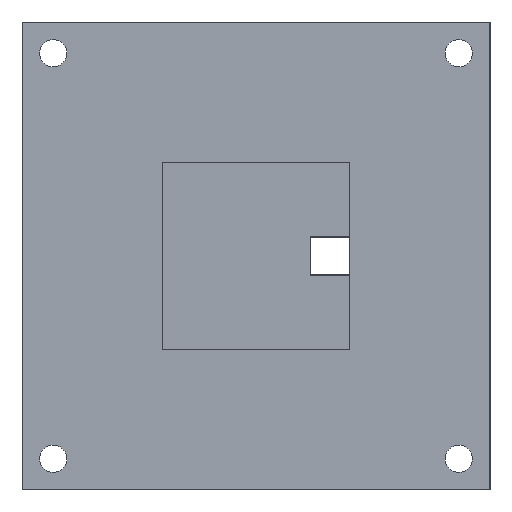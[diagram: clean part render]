
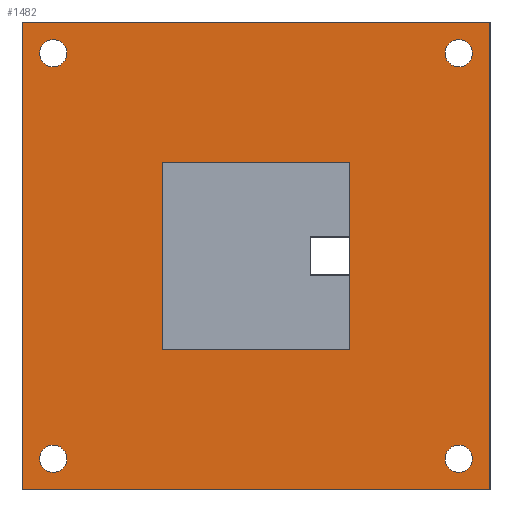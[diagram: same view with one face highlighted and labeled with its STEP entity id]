
A CAD part, left-side view. The second image highlights one B-rep face of the part: STEP entity #1482.
In plain terms, the highlighted planar face has unit normal (-1, 0, 0).
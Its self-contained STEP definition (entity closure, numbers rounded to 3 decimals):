
#1=DIRECTION('',(0.,0.,1.));
#2=VECTOR('',#1,60.);
#3=CARTESIAN_POINT('',(-2.5,30.,-30.));
#4=LINE('',#3,#2);
#5=DIRECTION('',(0.,-1.,0.));
#6=VECTOR('',#5,60.);
#7=CARTESIAN_POINT('',(-2.5,30.,30.));
#8=LINE('',#7,#6);
#9=DIRECTION('',(0.,0.,-1.));
#10=VECTOR('',#9,60.);
#11=CARTESIAN_POINT('',(-2.5,-30.,30.));
#12=LINE('',#11,#10);
#13=DIRECTION('',(0.,1.,0.));
#14=VECTOR('',#13,60.);
#15=CARTESIAN_POINT('',(-2.5,-30.,-30.));
#16=LINE('',#15,#14);
#17=CARTESIAN_POINT('',(-2.5,26.,26.));
#18=DIRECTION('',(1.,0.,0.));
#19=DIRECTION('',(0.,0.,-1.));
#20=AXIS2_PLACEMENT_3D('',#17,#18,#19);
#22=CARTESIAN_POINT('',(-2.5,26.,26.));
#23=DIRECTION('',(1.,0.,0.));
#24=DIRECTION('',(0.,0.,1.));
#25=AXIS2_PLACEMENT_3D('',#22,#23,#24);
#27=CARTESIAN_POINT('',(-2.5,26.,-26.));
#28=DIRECTION('',(-1.,0.,0.));
#29=DIRECTION('',(0.,0.,1.));
#30=AXIS2_PLACEMENT_3D('',#27,#28,#29);
#32=CARTESIAN_POINT('',(-2.5,26.,-26.));
#33=DIRECTION('',(-1.,0.,0.));
#34=DIRECTION('',(0.,0.,-1.));
#35=AXIS2_PLACEMENT_3D('',#32,#33,#34);
#37=CARTESIAN_POINT('',(-2.5,-26.,-26.));
#38=DIRECTION('',(1.,0.,0.));
#39=DIRECTION('',(0.,0.,1.));
#40=AXIS2_PLACEMENT_3D('',#37,#38,#39);
#42=CARTESIAN_POINT('',(-2.5,-26.,-26.));
#43=DIRECTION('',(1.,0.,0.));
#44=DIRECTION('',(0.,0.,-1.));
#45=AXIS2_PLACEMENT_3D('',#42,#43,#44);
#47=CARTESIAN_POINT('',(-2.5,-26.,26.));
#48=DIRECTION('',(-1.,0.,0.));
#49=DIRECTION('',(0.,0.,-1.));
#50=AXIS2_PLACEMENT_3D('',#47,#48,#49);
#52=CARTESIAN_POINT('',(-2.5,-26.,26.));
#53=DIRECTION('',(-1.,0.,0.));
#54=DIRECTION('',(0.,0.,1.));
#55=AXIS2_PLACEMENT_3D('',#52,#53,#54);
#57=DIRECTION('',(0.,-1.,0.));
#58=VECTOR('',#57,24.);
#59=CARTESIAN_POINT('',(-2.5,12.,-12.));
#60=LINE('',#59,#58);
#61=DIRECTION('',(0.,0.,1.));
#62=VECTOR('',#61,24.);
#63=CARTESIAN_POINT('',(-2.5,-12.,-12.));
#64=LINE('',#63,#62);
#65=DIRECTION('',(0.,1.,0.));
#66=VECTOR('',#65,24.);
#67=CARTESIAN_POINT('',(-2.5,-12.,12.));
#68=LINE('',#67,#66);
#69=DIRECTION('',(0.,0.,-1.));
#70=VECTOR('',#69,24.);
#71=CARTESIAN_POINT('',(-2.5,12.,12.));
#72=LINE('',#71,#70);
#1089=CARTESIAN_POINT('',(-2.5,30.,-30.));
#1090=CARTESIAN_POINT('',(-2.5,30.,30.));
#1091=VERTEX_POINT('',#1089);
#1092=VERTEX_POINT('',#1090);
#1093=CARTESIAN_POINT('',(-2.5,-30.,30.));
#1094=VERTEX_POINT('',#1093);
#1095=CARTESIAN_POINT('',(-2.5,-30.,-30.));
#1096=VERTEX_POINT('',#1095);
#1149=CARTESIAN_POINT('',(-2.5,26.,24.25));
#1150=CARTESIAN_POINT('',(-2.5,26.,27.75));
#1151=VERTEX_POINT('',#1149);
#1152=VERTEX_POINT('',#1150);
#1153=CARTESIAN_POINT('',(-2.5,26.,-24.25));
#1154=CARTESIAN_POINT('',(-2.5,26.,-27.75));
#1155=VERTEX_POINT('',#1153);
#1156=VERTEX_POINT('',#1154);
#1157=CARTESIAN_POINT('',(-2.5,-26.,-24.25));
#1158=CARTESIAN_POINT('',(-2.5,-26.,-27.75));
#1159=VERTEX_POINT('',#1157);
#1160=VERTEX_POINT('',#1158);
#1161=CARTESIAN_POINT('',(-2.5,-26.,24.25));
#1162=CARTESIAN_POINT('',(-2.5,-26.,27.75));
#1163=VERTEX_POINT('',#1161);
#1164=VERTEX_POINT('',#1162);
#1381=CARTESIAN_POINT('',(-2.5,12.,-12.));
#1382=CARTESIAN_POINT('',(-2.5,-12.,-12.));
#1383=VERTEX_POINT('',#1381);
#1384=VERTEX_POINT('',#1382);
#1385=CARTESIAN_POINT('',(-2.5,-12.,12.));
#1386=VERTEX_POINT('',#1385);
#1387=CARTESIAN_POINT('',(-2.5,12.,12.));
#1388=VERTEX_POINT('',#1387);
#1433=CARTESIAN_POINT('',(-2.5,0.,0.));
#1434=DIRECTION('',(1.,0.,0.));
#1435=DIRECTION('',(0.,0.,-1.));
#1436=AXIS2_PLACEMENT_3D('',#1433,#1434,#1435);
#1437=PLANE('',#1436);
#1439=ORIENTED_EDGE('',*,*,#1438,.T.);
#1441=ORIENTED_EDGE('',*,*,#1440,.T.);
#1443=ORIENTED_EDGE('',*,*,#1442,.T.);
#1445=ORIENTED_EDGE('',*,*,#1444,.T.);
#1446=EDGE_LOOP('',(#1439,#1441,#1443,#1445));
#1447=FACE_OUTER_BOUND('',#1446,.F.);
#1449=ORIENTED_EDGE('',*,*,#1448,.F.);
#1451=ORIENTED_EDGE('',*,*,#1450,.F.);
#1452=EDGE_LOOP('',(#1449,#1451));
#1453=FACE_BOUND('',#1452,.F.);
#1455=ORIENTED_EDGE('',*,*,#1454,.T.);
#1457=ORIENTED_EDGE('',*,*,#1456,.T.);
#1458=EDGE_LOOP('',(#1455,#1457));
#1459=FACE_BOUND('',#1458,.F.);
#1461=ORIENTED_EDGE('',*,*,#1460,.F.);
#1463=ORIENTED_EDGE('',*,*,#1462,.F.);
#1464=EDGE_LOOP('',(#1461,#1463));
#1465=FACE_BOUND('',#1464,.F.);
#1467=ORIENTED_EDGE('',*,*,#1466,.T.);
#1469=ORIENTED_EDGE('',*,*,#1468,.T.);
#1470=EDGE_LOOP('',(#1467,#1469));
#1471=FACE_BOUND('',#1470,.F.);
#1473=ORIENTED_EDGE('',*,*,#1472,.T.);
#1475=ORIENTED_EDGE('',*,*,#1474,.T.);
#1477=ORIENTED_EDGE('',*,*,#1476,.T.);
#1479=ORIENTED_EDGE('',*,*,#1478,.T.);
#1480=EDGE_LOOP('',(#1473,#1475,#1477,#1479));
#1481=FACE_BOUND('',#1480,.F.);
#1482=ADVANCED_FACE('',(#1447,#1453,#1459,#1465,#1471,#1481),#1437,.F.);
#21=CIRCLE('',#20,1.75);
#26=CIRCLE('',#25,1.75);
#31=CIRCLE('',#30,1.75);
#36=CIRCLE('',#35,1.75);
#41=CIRCLE('',#40,1.75);
#46=CIRCLE('',#45,1.75);
#51=CIRCLE('',#50,1.75);
#56=CIRCLE('',#55,1.75);
#1438=EDGE_CURVE('',#1091,#1092,#4,.T.);
#1440=EDGE_CURVE('',#1092,#1094,#8,.T.);
#1442=EDGE_CURVE('',#1094,#1096,#12,.T.);
#1444=EDGE_CURVE('',#1096,#1091,#16,.T.);
#1448=EDGE_CURVE('',#1151,#1152,#21,.T.);
#1450=EDGE_CURVE('',#1152,#1151,#26,.T.);
#1454=EDGE_CURVE('',#1155,#1156,#31,.T.);
#1456=EDGE_CURVE('',#1156,#1155,#36,.T.);
#1460=EDGE_CURVE('',#1159,#1160,#41,.T.);
#1462=EDGE_CURVE('',#1160,#1159,#46,.T.);
#1466=EDGE_CURVE('',#1163,#1164,#51,.T.);
#1468=EDGE_CURVE('',#1164,#1163,#56,.T.);
#1472=EDGE_CURVE('',#1383,#1384,#60,.T.);
#1474=EDGE_CURVE('',#1384,#1386,#64,.T.);
#1476=EDGE_CURVE('',#1386,#1388,#68,.T.);
#1478=EDGE_CURVE('',#1388,#1383,#72,.T.);
